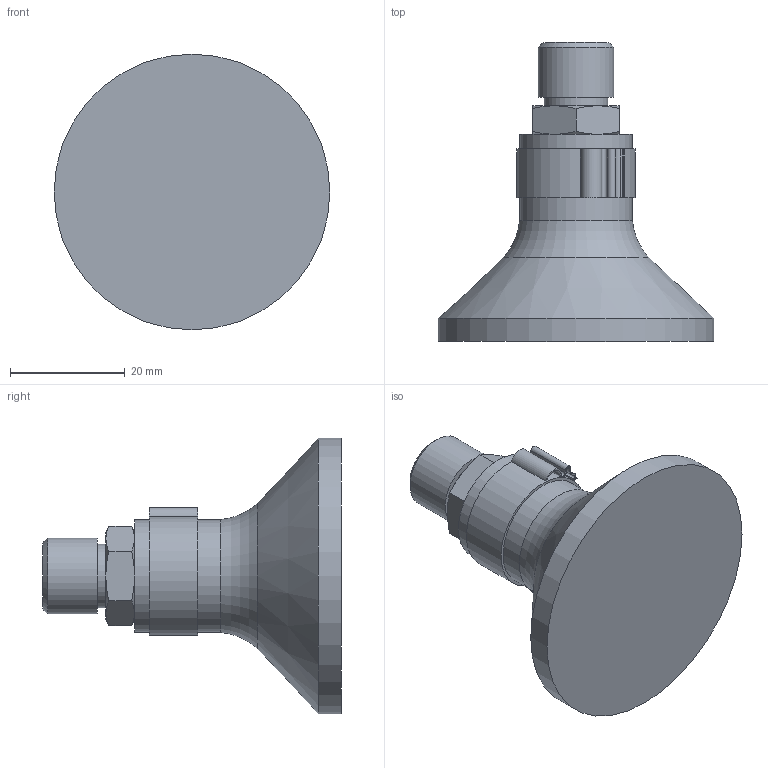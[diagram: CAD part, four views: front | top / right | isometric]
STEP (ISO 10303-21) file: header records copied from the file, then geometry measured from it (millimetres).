
FILE_DESCRIPTION(/* description */ (''),/* implementation_level */ '2;1');
FILE_NAME(/* name */ 'v48cn_rac7r1-4m_pcabrcobra21.stp',/* time_stamp */ '2020-11-20T09:32:10+01:00',/* author */ ('enginyeria'),/* organization */ (''),/* preprocessor_version */ 'ST-DEVELOPER v17.2',/* originating_system */ 'Autodesk Inventor 2019',/* authorisation */ '');
FILE_SCHEMA (('CONFIG_CONTROL_DESIGN'));
Length unit declared in the file: millimetre
Products named in the file (1): v48epdm_rac7r1-4m_pcabrcobra21
Bounding box: 48 x 52 x 48 mm (x, y, z)
Volume: 28031.2 mm3; surface area: 8292.1 mm2
Topology: 2 solids, 2 shells, 53 faces, 139 edges, 92 vertices
Faces by surface type: plane 20, cylinder 18, cone 14, torus 1
Full cylindrical faces by diameter (mm): 6 x1, 11 x1, 13.157 x1, 19.6 x1, 19.7 x1, 48 x1
Entity records: 1763 total; most frequent: CARTESIAN_POINT 333, DIRECTION 294, ORIENTED_EDGE 278, EDGE_CURVE 139, AXIS2_PLACEMENT_3D 125, VERTEX_POINT 92, CIRCLE 71, EDGE_LOOP 59
